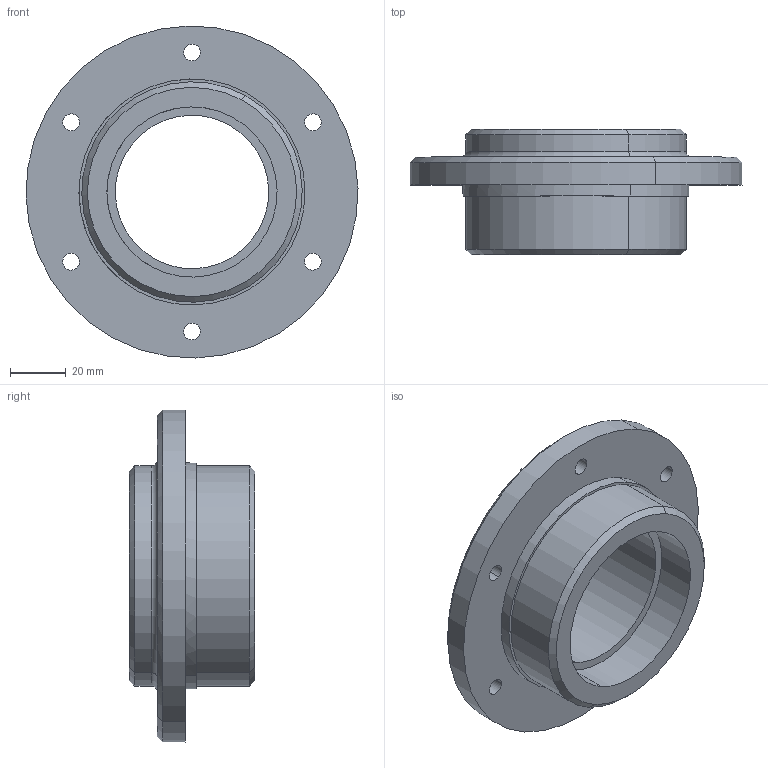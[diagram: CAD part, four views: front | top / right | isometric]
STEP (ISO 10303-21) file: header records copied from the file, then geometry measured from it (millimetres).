
FILE_DESCRIPTION(('CoCreate Modeling STEP Export'),'2;1');
FILE_NAME('m1.stp','2011-05-24T11:08:00',(''),(''),'CoCreate Modeling STEP processor for AP214 (Solid Model)','CoCreate Modeling 18.0P1120 20-Nov-2010 (C) Parametric Technology GmbH','');
FILE_SCHEMA(('AUTOMOTIVE_DESIGN { 1 0 10303 214 1 1 1 1 }'));
Length unit declared in the file: millimetre
Products named in the file (1): BODY_14____SOL9849_-_WSP__1DISQ.PRT
Bounding box: 118.97 x 45 x 118.97 mm (x, y, z)
Volume: 165749.1 mm3; surface area: 37536.6 mm2
Topology: 1 solids, 1 shells, 38 faces, 91 edges, 59 vertices
Faces by surface type: cylinder 24, plane 6, cone 6, torus 2
Entity records: 1031 total; most frequent: ORIENTED_EDGE 182, DIRECTION 168, CARTESIAN_POINT 158, EDGE_CURVE 91, AXIS2_PLACEMENT_3D 69, VERTEX_POINT 59, EDGE_LOOP 56, FACE_OUTER_BOUND 38
